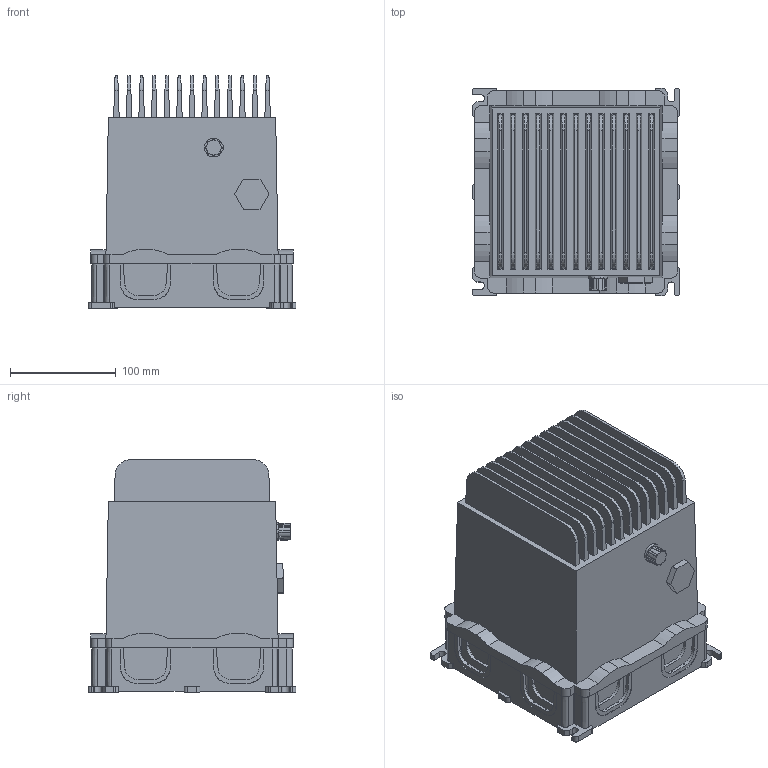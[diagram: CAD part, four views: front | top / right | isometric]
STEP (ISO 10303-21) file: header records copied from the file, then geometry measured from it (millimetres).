
FILE_DESCRIPTION(('CATIA V5 STEP Exchange','CAx-IF Rec.Pracs.--- Model Styling and Organization---1.4--- 2014-01-23'),'2;1');
FILE_NAME ('D1441366_1', '2020-10-20T08:07:18+00:00', ('none'), ('Weidmueller'), 'CATIA Version 5-6 Release 2016 SP3 HF44', 'CATIA V5 STEP AP214', 'none');
FILE_SCHEMA(('AUTOMOTIVE_DESIGN { 1 0 10303 214 1 1 1 1 }'));
Length unit declared in the file: millimetre
Products named in the file (1): S3D_FP_PRO_TOP3_24_20_2P
Bounding box: 196 x 196 x 220 mm (x, y, z)
Volume: 5236883.9 mm3; surface area: 436574.6 mm2
Topology: 4 solids, 16 shells, 653 faces, 1906 edges, 1321 vertices
Faces by surface type: plane 417, cylinder 211, cone 13, extrusion 12
Entity records: 22820 total; most frequent: CARTESIAN_POINT 5886, ORIENTED_EDGE 3812, DIRECTION 2603, EDGE_CURVE 1906, VECTOR 1401, LINE 1389, VERTEX_POINT 1321, AXIS2_PLACEMENT_3D 758
